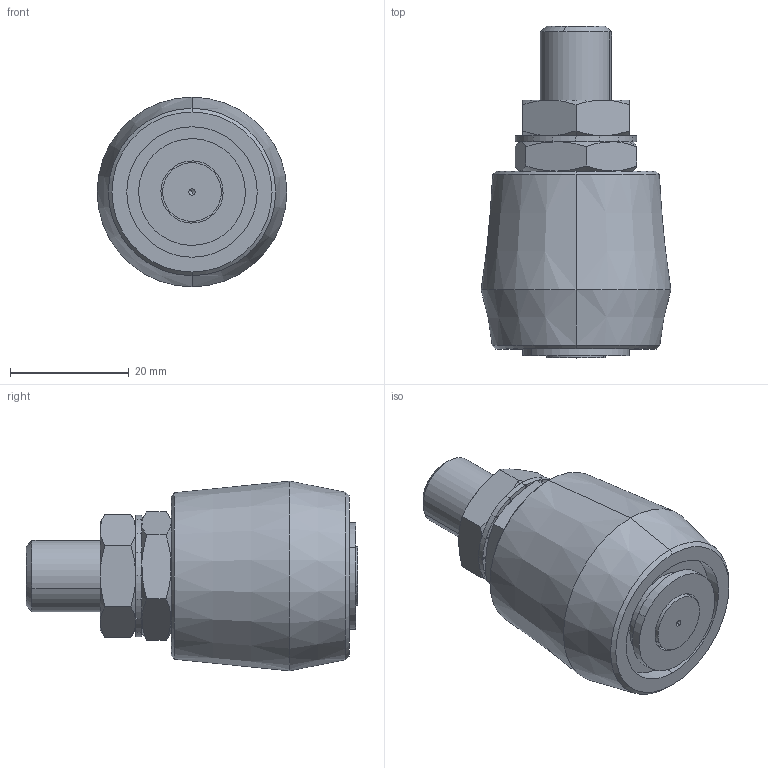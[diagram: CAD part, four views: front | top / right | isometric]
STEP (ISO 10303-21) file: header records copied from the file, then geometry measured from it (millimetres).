
FILE_DESCRIPTION (( 'STEP AP203' ), '1' );
FILE_NAME ('1.34.M49.STEP', '2019-06-03T10:28:32', ( '' ), ( '' ), 'SwSTEP 2.0', 'SolidWorks 2018', '' );
FILE_SCHEMA (( 'CONFIG_CONTROL_DESIGN' ));
Length unit declared in the file: millimetre
Products named in the file (1): 1.34.M49
Bounding box: 32 x 56 x 32 mm (x, y, z)
Volume: 25794.6 mm3; surface area: 10135.4 mm2
Topology: 5 solids, 5 shells, 145 faces, 398 edges, 234 vertices
Faces by surface type: plane 58, cone 33, bspline 32, cylinder 22
Entity records: 5134 total; most frequent: CARTESIAN_POINT 1772, ORIENTED_EDGE 728, DIRECTION 601, EDGE_CURVE 364, VERTEX_POINT 234, AXIS2_PLACEMENT_3D 225, EDGE_LOOP 158, LINE 151
